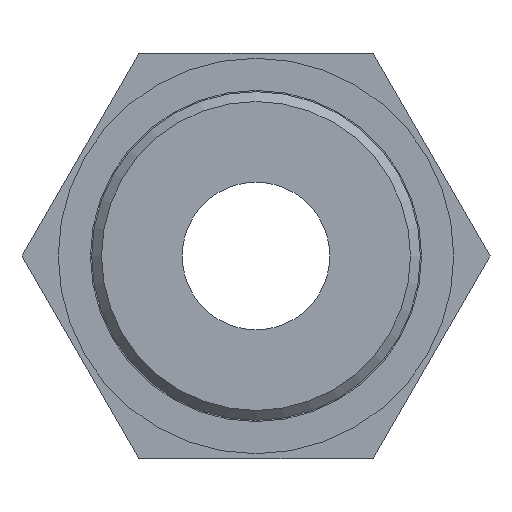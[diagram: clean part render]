
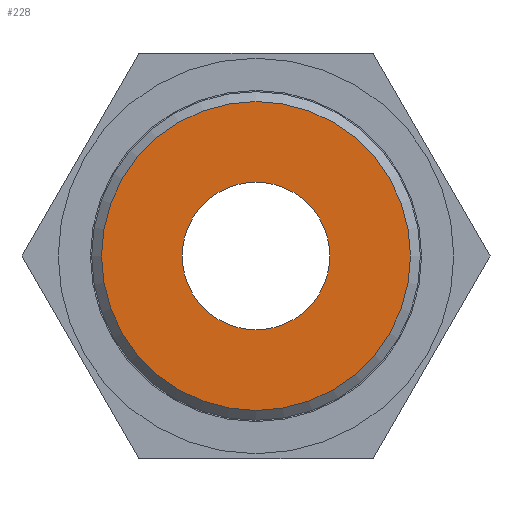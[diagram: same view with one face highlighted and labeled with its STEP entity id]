
A CAD part, left-side view. The second image highlights one B-rep face of the part: STEP entity #228.
In plain terms, the highlighted planar face has unit normal (-1, 0, 0).
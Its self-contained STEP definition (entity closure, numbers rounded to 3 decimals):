
#35 = CARTESIAN_POINT ( 'NONE',  ( 103., 0., 0. ) ) ;
#69 = DIRECTION ( 'NONE',  ( 0., 0., -1. ) ) ;
#77 = EDGE_LOOP ( 'NONE', ( #421 ) ) ;
#79 = CARTESIAN_POINT ( 'NONE',  ( 103., 0., 0. ) ) ;
#125 = AXIS2_PLACEMENT_3D ( 'NONE', #35, #282, #646 ) ;
#150 = EDGE_CURVE ( 'NONE', #283, #283, #234, .T. ) ;
#163 = EDGE_CURVE ( 'NONE', #603, #603, #540, .T. ) ;
#217 = CARTESIAN_POINT ( 'NONE',  ( 103., 0., 0. ) ) ;
#228 = ADVANCED_FACE ( 'NONE', ( #250, #246 ), #240, .T. ) ;
#234 = CIRCLE ( 'NONE', #649, 7.475 ) ;
#240 = PLANE ( 'NONE',  #125 ) ;
#246 = FACE_OUTER_BOUND ( 'NONE', #77, .T. ) ;
#250 = FACE_BOUND ( 'NONE', #508, .T. ) ;
#274 = CARTESIAN_POINT ( 'NONE',  ( 103., 0., 7.475 ) ) ;
#282 = DIRECTION ( 'NONE',  ( -1., 0., 0. ) ) ;
#283 = VERTEX_POINT ( 'NONE', #274 ) ;
#321 = DIRECTION ( 'NONE',  ( 1., 0., 0. ) ) ;
#421 = ORIENTED_EDGE ( 'NONE', *, *, #163, .T. ) ;
#500 = AXIS2_PLACEMENT_3D ( 'NONE', #217, #535, #69 ) ;
#508 = EDGE_LOOP ( 'NONE', ( #623 ) ) ;
#534 = CARTESIAN_POINT ( 'NONE',  ( 103., 0., -15.625 ) ) ;
#535 = DIRECTION ( 'NONE',  ( -1., 0., 0. ) ) ;
#540 = CIRCLE ( 'NONE', #500, 15.625 ) ;
#588 = DIRECTION ( 'NONE',  ( 0., 0., 1. ) ) ;
#603 = VERTEX_POINT ( 'NONE', #534 ) ;
#623 = ORIENTED_EDGE ( 'NONE', *, *, #150, .T. ) ;
#646 = DIRECTION ( 'NONE',  ( 0., 0., 1. ) ) ;
#649 = AXIS2_PLACEMENT_3D ( 'NONE', #79, #321, #588 ) ;
